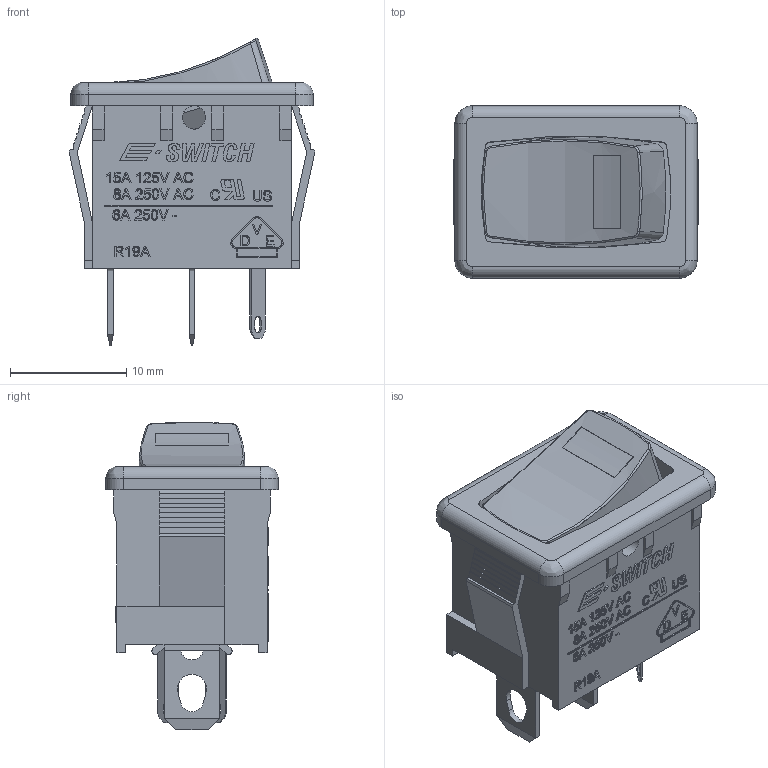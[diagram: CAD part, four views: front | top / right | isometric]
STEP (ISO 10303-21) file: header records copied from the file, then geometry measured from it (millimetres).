
FILE_DESCRIPTION(/* description */ (' '),/* implementation_level */ '2;1');
FILE_NAME(/* name */ 'R1966AxxxxxxEGxxx.stp',/* time_stamp */ '2022-02-03T08:22:13-06:00',/* author */ ('mwilliams'),/* organization */ (' '),/* preprocessor_version */ 'ST-DEVELOPER v18',/* originating_system */ 'Autodesk Inventor 2020',/* authorisation */ ' ');
FILE_SCHEMA (('AUTOMOTIVE_DESIGN { 1 0 10303 214 3 1 1 }'));
Length unit declared in the file: millimetre
Products named in the file (1): R1966AxxxxxxEGxxx
Bounding box: 21.1 x 14.8 x 26.4 mm (x, y, z)
Volume: 1903.7 mm3; surface area: 3641 mm2
Topology: 2 solids, 2 shells, 956 faces, 2607 edges, 1715 vertices
Faces by surface type: plane 586, bspline 295, cylinder 63, cone 12
Full cylindrical faces by diameter (mm): 2 x4
Entity records: 31767 total; most frequent: CARTESIAN_POINT 9382, ORIENTED_EDGE 5214, DIRECTION 3498, EDGE_CURVE 2607, LINE 1842, VECTOR 1842, VERTEX_POINT 1715, EDGE_LOOP 1054
